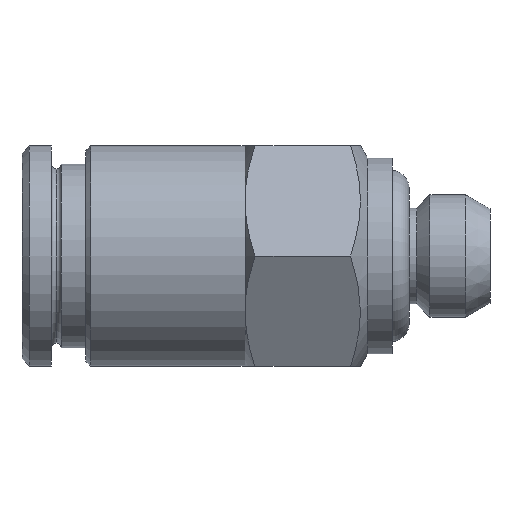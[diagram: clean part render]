
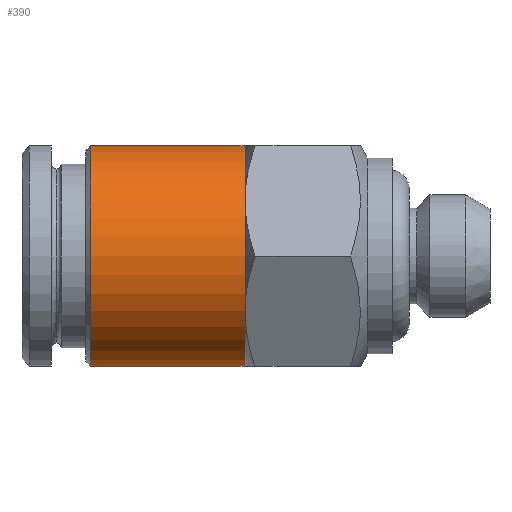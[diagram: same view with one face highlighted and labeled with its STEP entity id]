
A CAD part, left-side view. The second image highlights one B-rep face of the part: STEP entity #390.
In plain terms, the highlighted cylindrical face has radius 4.5 mm (diameter 9 mm), a partial arc.
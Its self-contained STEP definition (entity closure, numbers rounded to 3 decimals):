
#204 = EDGE_CURVE ( 'NONE', #255, #278, #930, .T. ) ;
#215 = EDGE_CURVE ( 'NONE', #373, #368, #937, .T. ) ;
#255 = VERTEX_POINT ( 'NONE', #1062 ) ;
#278 = VERTEX_POINT ( 'NONE', #1143 ) ;
#282 = VERTEX_POINT ( 'NONE', #1076 ) ;
#295 = VERTEX_POINT ( 'NONE', #1170 ) ;
#331 = EDGE_CURVE ( 'NONE', #368, #278, #1297, .T. ) ;
#341 = EDGE_CURVE ( 'NONE', #282, #295, #1281, .T. ) ;
#368 = VERTEX_POINT ( 'NONE', #1407 ) ;
#369 = EDGE_CURVE ( 'NONE', #295, #373, #1412, .T. ) ;
#373 = VERTEX_POINT ( 'NONE', #1328 ) ;
#389 = ORIENTED_EDGE ( 'NONE', *, *, #457, .T. ) ;
#390 = ADVANCED_FACE ( 'NONE', ( #1468 ), #1307, .T. ) ;
#421 = ORIENTED_EDGE ( 'NONE', *, *, #204, .T. ) ;
#422 = ORIENTED_EDGE ( 'NONE', *, *, #331, .F. ) ;
#457 = EDGE_CURVE ( 'NONE', #282, #255, #1453, .T. ) ;
#461 = ORIENTED_EDGE ( 'NONE', *, *, #215, .F. ) ;
#466 = EDGE_LOOP ( 'NONE', ( #467, #389, #421, #422, #461, #468 ) ) ;
#467 = ORIENTED_EDGE ( 'NONE', *, *, #341, .F. ) ;
#468 = ORIENTED_EDGE ( 'NONE', *, *, #369, .F. ) ;
#927 = DIRECTION ( 'NONE',  ( 0., -1., 0. ) ) ;
#928 = VECTOR ( 'NONE', #927, 1000. ) ;
#929 = CARTESIAN_POINT ( 'NONE',  ( 0., -10.639, -4.5 ) ) ;
#930 = LINE ( 'NONE', #929, #928 ) ;
#933 = DIRECTION ( 'NONE',  ( 0., 0., -1. ) ) ;
#934 = DIRECTION ( 'NONE',  ( 0., -1., 0. ) ) ;
#935 = CARTESIAN_POINT ( 'NONE',  ( 0., 10., 0. ) ) ;
#936 = AXIS2_PLACEMENT_3D ( 'NONE', #935, #934, #933 ) ;
#937 = CIRCLE ( 'NONE', #936, 4.5 ) ;
#1062 = CARTESIAN_POINT ( 'NONE',  ( 0., 16.3, -4.5 ) ) ;
#1076 = CARTESIAN_POINT ( 'NONE',  ( 0., 16.3, 4.5 ) ) ;
#1143 = CARTESIAN_POINT ( 'NONE',  ( 0., 10., -4.5 ) ) ;
#1170 = CARTESIAN_POINT ( 'NONE',  ( 0., 10., 4.5 ) ) ;
#1278 = DIRECTION ( 'NONE',  ( 0., -1., 0. ) ) ;
#1279 = VECTOR ( 'NONE', #1278, 1000. ) ;
#1280 = CARTESIAN_POINT ( 'NONE',  ( 0., -10.639, 4.5 ) ) ;
#1281 = LINE ( 'NONE', #1280, #1279 ) ;
#1293 = DIRECTION ( 'NONE',  ( 0., 0., -1. ) ) ;
#1294 = DIRECTION ( 'NONE',  ( 0., -1., 0. ) ) ;
#1295 = CARTESIAN_POINT ( 'NONE',  ( 0., 10., 0. ) ) ;
#1296 = AXIS2_PLACEMENT_3D ( 'NONE', #1295, #1294, #1293 ) ;
#1297 = CIRCLE ( 'NONE', #1296, 4.5 ) ;
#1304 = CARTESIAN_POINT ( 'NONE',  ( 0., 10., 0. ) ) ;
#1305 = DIRECTION ( 'NONE',  ( 0., -1., 0. ) ) ;
#1306 = AXIS2_PLACEMENT_3D ( 'NONE', #1467, #1336, #1334 ) ;
#1307 = CYLINDRICAL_SURFACE ( 'NONE', #1306, 4.5 ) ;
#1328 = CARTESIAN_POINT ( 'NONE',  ( -3.897, 10., 2.25 ) ) ;
#1334 = DIRECTION ( 'NONE',  ( 0., 0., -1. ) ) ;
#1336 = DIRECTION ( 'NONE',  ( 0., -1., 0. ) ) ;
#1407 = CARTESIAN_POINT ( 'NONE',  ( -3.897, 10., -2.25 ) ) ;
#1412 = CIRCLE ( 'NONE', #1444, 4.5 ) ;
#1413 = DIRECTION ( 'NONE',  ( 0., 0., -1. ) ) ;
#1444 = AXIS2_PLACEMENT_3D ( 'NONE', #1304, #1305, #1413 ) ;
#1449 = DIRECTION ( 'NONE',  ( 0., 0., -1. ) ) ;
#1450 = DIRECTION ( 'NONE',  ( 0., -1., 0. ) ) ;
#1451 = CARTESIAN_POINT ( 'NONE',  ( 0., 16.3, 0. ) ) ;
#1452 = AXIS2_PLACEMENT_3D ( 'NONE', #1451, #1450, #1449 ) ;
#1453 = CIRCLE ( 'NONE', #1452, 4.5 ) ;
#1467 = CARTESIAN_POINT ( 'NONE',  ( 0., -10.639, 0. ) ) ;
#1468 = FACE_OUTER_BOUND ( 'NONE', #466, .T. ) ;
